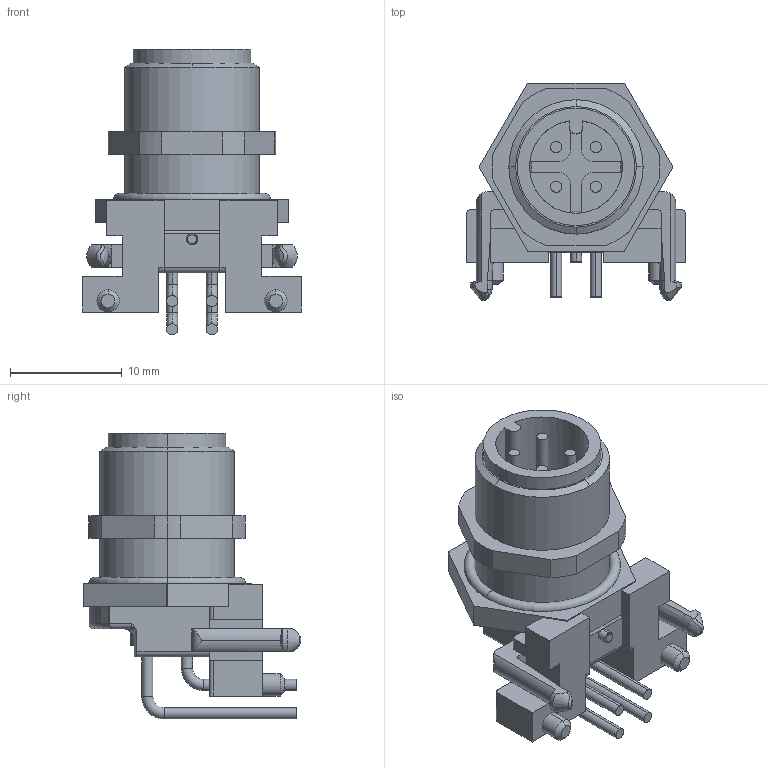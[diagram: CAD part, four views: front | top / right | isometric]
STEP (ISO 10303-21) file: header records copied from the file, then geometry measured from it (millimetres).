
FILE_DESCRIPTION(('STEP AP242'),'1');
FILE_NAME('3-2172062-2.stp','2022-08-26T12:52:00',('TraceParts'),('TraceParts S.A.'),'Spatial InterOp 3D',' ',' ');
FILE_SCHEMA(('AP242_MANAGED_MODEL_BASED_3D_ENGINEERING_MIM_LF {1 0 10303 442 1 1 4}'));
Length unit declared in the file: millimetre
Products named in the file (1): 3-2172062-2_1
Bounding box: 19.5 x 19.44 x 25.54 mm (x, y, z)
Volume: 2439.9 mm3; surface area: 2448.9 mm2
Topology: 5 solids, 5 shells, 243 faces, 618 edges, 394 vertices
Faces by surface type: plane 101, cylinder 91, cone 24, torus 18, bspline 7, extrusion 2
Entity records: 8169 total; most frequent: CARTESIAN_POINT 2232, DIRECTION 1258, ORIENTED_EDGE 1236, EDGE_CURVE 618, AXIS2_PLACEMENT_3D 465, VERTEX_POINT 394, VECTOR 328, LINE 326
